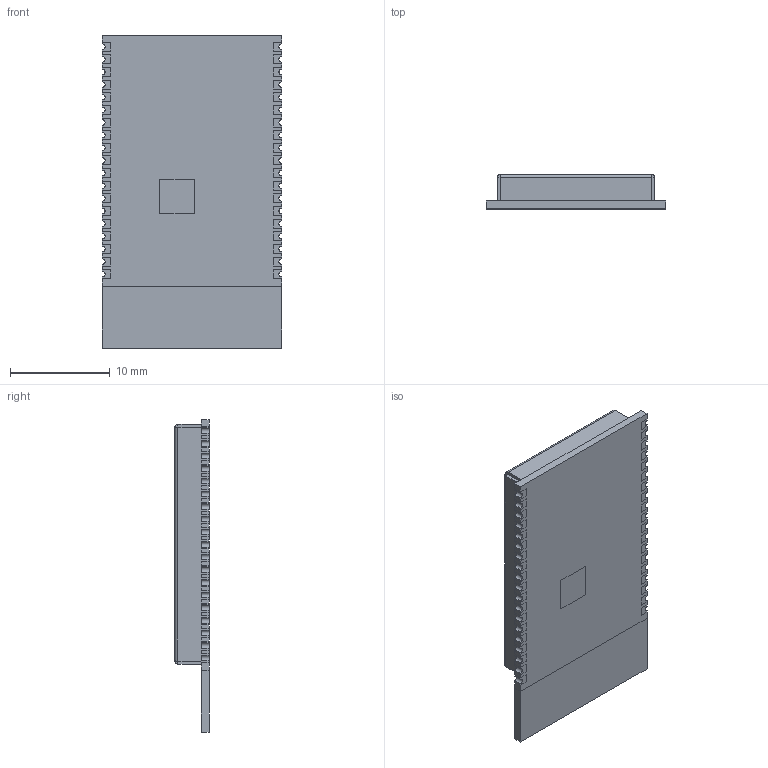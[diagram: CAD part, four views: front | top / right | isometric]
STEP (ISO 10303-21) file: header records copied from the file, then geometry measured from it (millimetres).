
FILE_DESCRIPTION (( 'STEP AP214' ), '1' );
FILE_NAME ('ESP32-WROVER-B.STEP', '2025-02-12T15:16:28', ( 'LENOVO' ), ( '' ), 'SwSTEP 2.0', 'SolidWorks 2021', '' );
FILE_SCHEMA (( 'AUTOMOTIVE_DESIGN' ));
Length unit declared in the file: millimetre
Products named in the file (1): ESP32-WROVER-B
Bounding box: 18 x 3.45 x 31.4 mm (x, y, z)
Volume: 608.1 mm3; surface area: 2634.5 mm2
Topology: 43 solids, 43 shells, 747 faces, 1933 edges, 1274 vertices
Faces by surface type: plane 686, cylinder 51, bspline 10
Entity records: 22909 total; most frequent: CARTESIAN_POINT 4205, ORIENTED_EDGE 3866, DIRECTION 3471, EDGE_CURVE 1933, LINE 1831, VECTOR 1831, VERTEX_POINT 1274, AXIS2_PLACEMENT_3D 820
